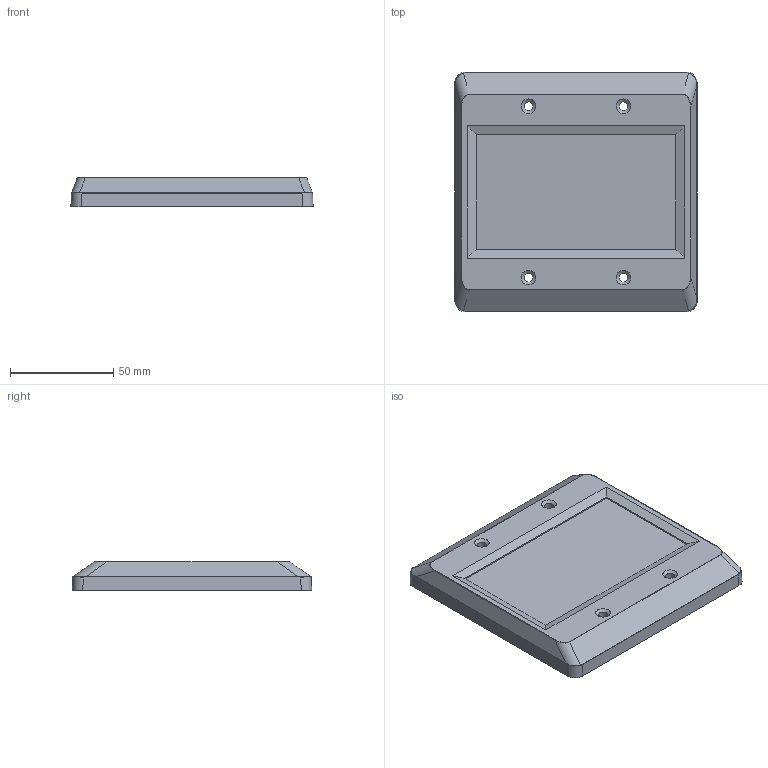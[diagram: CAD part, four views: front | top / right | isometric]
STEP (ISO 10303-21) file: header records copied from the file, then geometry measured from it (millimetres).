
FILE_DESCRIPTION((''),'2;1');
FILE_NAME('Simplified 4.3in BEZEL.stp','2011-12-20T19:18:09',('jch'),(''),'Autodesk Inventor 2012','Autodesk Inventor 2012','');
FILE_SCHEMA(('AUTOMOTIVE_DESIGN { 1 0 10303 214 1 1 1 1 }'));
Length unit declared in the file: inch
Products named in the file (1): Simplified 4.3in BEZEL
Bounding box: 117.4 x 116.08 x 13.97 mm (x, y, z)
Volume: 161529.8 mm3; surface area: 33818.6 mm2
Topology: 1 solids, 1 shells, 1140 faces, 3077 edges, 2042 vertices
Faces by surface type: plane 615, bspline 501, cylinder 20, cone 4
Full cylindrical faces by diameter (mm): 4.318 x4
Entity records: 39732 total; most frequent: CARTESIAN_POINT 14364, ORIENTED_EDGE 6130, DIRECTION 3431, EDGE_CURVE 3065, VERTEX_POINT 2038, VECTOR 2023, LINE 2023, EDGE_LOOP 1259
